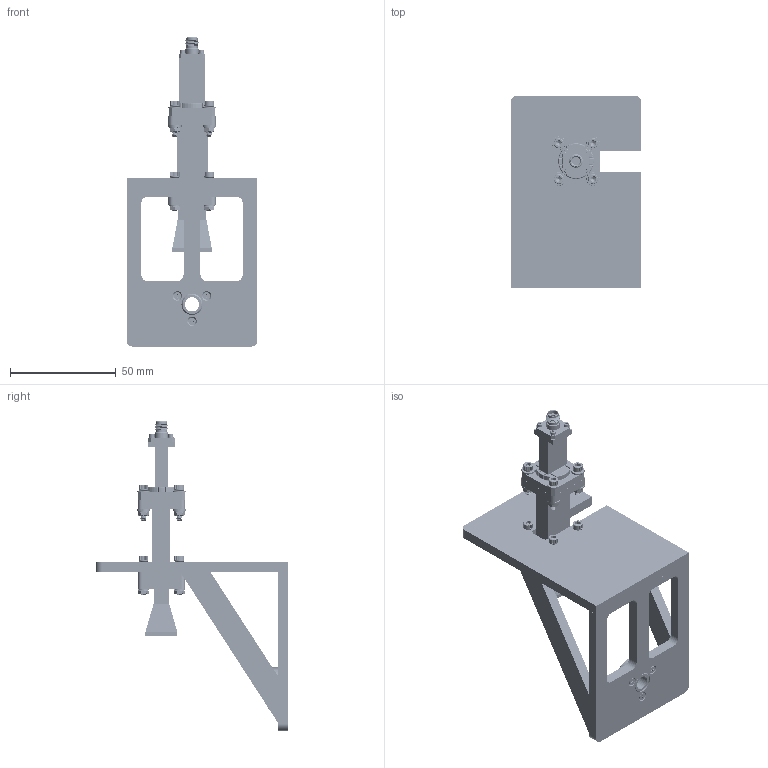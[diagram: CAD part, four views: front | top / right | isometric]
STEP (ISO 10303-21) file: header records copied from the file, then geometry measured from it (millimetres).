
FILE_DESCRIPTION (( 'STEP AP214' ), '1' );
FILE_NAME ('FM2WAN042-10ELKF_3D.step', '2024-07-17T23:29:25', ( '' ), ( '' ), 'SwSTEP 2.0', 'SolidWorks 2022', '' );
FILE_SCHEMA (( 'AUTOMOTIVE_DESIGN' ));
Length unit declared in the file: inch
Products named in the file (15): FMWCA1070^FM2WAN042-10ELKF; Copy of HD-ZJL-220 À®°ÈÌìÏßÖ§¼Ü^FMWAN042-LMT_FM2WAN042-10ELKF; 4-40HN-NARROW^FM2WAN042-10ELKF_90760A210; Screw 4-40SH x 5_8^FM2WAN042-10ELKF; Copy of cross recessed countersunk head screws gb1_GB_CROSS_SCREWS_TYPE4 M2X8-6.8  H type-N^FMWAN042-LMT_FM2WAN042-10ELKF; Screw 4-40SH x 9_16^FM2WAN042-10ELKF; FBP220^FMW42S001-1.5_FM2WAN042-10ELKF; 4-FW^FM2WAN042-10ELKF_91166A230; FMW42S001-1.5^FM2WAN042-10ELKF; Copy of 908ÂÝÄ¸^FMWAN042-LMT_FM2WAN042-10ELKF; 4-LW^FM2WAN042-10ELKF; STDF RCTL^FMW42S001-1.5_FM2WAN042-10ELKF; FM2WAN042-10ELKF_3D; FMWAN042-LMT^FM2WAN042-10ELKF; FMWAN042-10^FM2WAN042-10ELKF
Assembly tree (44 placements, depth 3):
  FM2WAN042-10ELKF_3D
    FMWAN042-LMT^FM2WAN042-10ELKF
      Copy of HD-ZJL-220 À®°ÈÌìÏßÖ§¼Ü^FMWAN042-LMT_FM2WAN042-10ELKF
      Copy of 908ÂÝÄ¸^FMWAN042-LMT_FM2WAN042-10ELKF
      Copy of cross recessed countersunk head screws gb1_GB_CROSS_SCREWS_TYPE4 M2X8-6.8  H type-N^FMWAN042-LMT_FM2WAN042-10ELKF  x3
    FMW42S001-1.5^FM2WAN042-10ELKF
      FBP220^FMW42S001-1.5_FM2WAN042-10ELKF  x2
      STDF RCTL^FMW42S001-1.5_FM2WAN042-10ELKF
    FMWAN042-10^FM2WAN042-10ELKF
    FMWCA1070^FM2WAN042-10ELKF
    4-LW^FM2WAN042-10ELKF  x8
    4-40HN-NARROW^FM2WAN042-10ELKF_90760A210  x8
    Screw 4-40SH x 5_8^FM2WAN042-10ELKF  x4
    Screw 4-40SH x 9_16^FM2WAN042-10ELKF  x4
    4-FW^FM2WAN042-10ELKF_91166A230  x8
Bounding box: 62 x 91 x 146.46 mm (x, y, z)
Volume: 64573.3 mm3; surface area: 45038 mm2
Topology: 50 solids, 50 shells, 4941 faces, 13697 edges, 8873 vertices
Faces by surface type: plane 1645, cylinder 1505, cone 970, torus 744, bspline 59, sphere 18
Entity records: 74379 total; most frequent: CARTESIAN_POINT 33315, ORIENTED_EDGE 9262, DIRECTION 7514, EDGE_CURVE 4631, VERTEX_POINT 2979, AXIS2_PLACEMENT_3D 2946, EDGE_LOOP 1832, ADVANCED_FACE 1727
